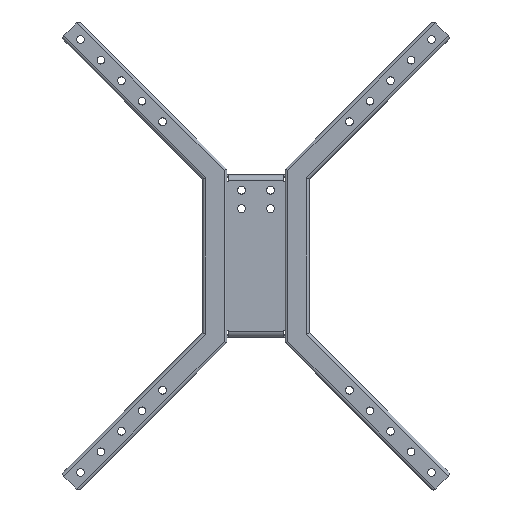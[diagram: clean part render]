
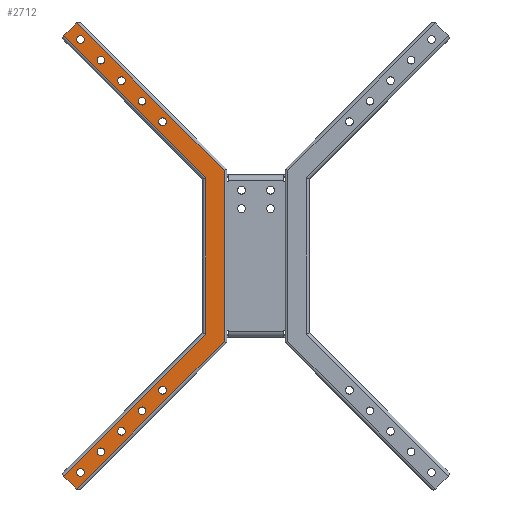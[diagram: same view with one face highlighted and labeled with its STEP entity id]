
A CAD part, front view. The second image highlights one B-rep face of the part: STEP entity #2712.
In plain terms, the highlighted planar face has unit normal (0, -1, 0).
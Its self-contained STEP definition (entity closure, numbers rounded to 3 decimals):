
#146=CIRCLE('',#2919,4.);
#147=CIRCLE('',#2920,4.);
#148=CIRCLE('',#2921,4.);
#149=CIRCLE('',#2922,4.);
#150=CIRCLE('',#2923,4.);
#151=CIRCLE('',#2924,4.);
#152=CIRCLE('',#2925,4.);
#153=CIRCLE('',#2926,4.);
#154=CIRCLE('',#2927,4.);
#155=CIRCLE('',#2928,4.);
#326=ORIENTED_EDGE('',*,*,#1088,.T.);
#327=ORIENTED_EDGE('',*,*,#1089,.F.);
#328=ORIENTED_EDGE('',*,*,#1090,.F.);
#329=ORIENTED_EDGE('',*,*,#1091,.T.);
#330=ORIENTED_EDGE('',*,*,#1092,.F.);
#331=ORIENTED_EDGE('',*,*,#1080,.F.);
#332=ORIENTED_EDGE('',*,*,#1093,.T.);
#333=ORIENTED_EDGE('',*,*,#1075,.T.);
#334=ORIENTED_EDGE('',*,*,#1094,.F.);
#335=ORIENTED_EDGE('',*,*,#1095,.F.);
#336=ORIENTED_EDGE('',*,*,#1096,.F.);
#337=ORIENTED_EDGE('',*,*,#1097,.F.);
#338=ORIENTED_EDGE('',*,*,#1098,.F.);
#339=ORIENTED_EDGE('',*,*,#1099,.T.);
#340=ORIENTED_EDGE('',*,*,#1100,.T.);
#341=ORIENTED_EDGE('',*,*,#1101,.T.);
#342=ORIENTED_EDGE('',*,*,#1102,.T.);
#343=ORIENTED_EDGE('',*,*,#1103,.T.);
#1075=EDGE_CURVE('',#1452,#1453,#1703,.T.);
#1080=EDGE_CURVE('',#1456,#1457,#1705,.T.);
#1088=EDGE_CURVE('',#1453,#1462,#1710,.T.);
#1089=EDGE_CURVE('',#1463,#1462,#1711,.T.);
#1090=EDGE_CURVE('',#1464,#1463,#1712,.F.);
#1091=EDGE_CURVE('',#1464,#1465,#1713,.T.);
#1092=EDGE_CURVE('',#1457,#1465,#1714,.T.);
#1093=EDGE_CURVE('',#1456,#1452,#1715,.F.);
#1094=EDGE_CURVE('',#1466,#1466,#146,.T.);
#1095=EDGE_CURVE('',#1467,#1467,#147,.T.);
#1096=EDGE_CURVE('',#1468,#1468,#148,.T.);
#1097=EDGE_CURVE('',#1469,#1469,#149,.T.);
#1098=EDGE_CURVE('',#1470,#1470,#150,.T.);
#1099=EDGE_CURVE('',#1471,#1471,#151,.T.);
#1100=EDGE_CURVE('',#1472,#1472,#152,.T.);
#1101=EDGE_CURVE('',#1473,#1473,#153,.T.);
#1102=EDGE_CURVE('',#1474,#1474,#154,.T.);
#1103=EDGE_CURVE('',#1475,#1475,#155,.T.);
#1452=VERTEX_POINT('',#4115);
#1453=VERTEX_POINT('',#4116);
#1456=VERTEX_POINT('',#4124);
#1457=VERTEX_POINT('',#4126);
#1462=VERTEX_POINT('',#4142);
#1463=VERTEX_POINT('',#4144);
#1464=VERTEX_POINT('',#4146);
#1465=VERTEX_POINT('',#4148);
#1466=VERTEX_POINT('',#4152);
#1467=VERTEX_POINT('',#4154);
#1468=VERTEX_POINT('',#4156);
#1469=VERTEX_POINT('',#4158);
#1470=VERTEX_POINT('',#4160);
#1471=VERTEX_POINT('',#4162);
#1472=VERTEX_POINT('',#4164);
#1473=VERTEX_POINT('',#4166);
#1474=VERTEX_POINT('',#4168);
#1475=VERTEX_POINT('',#4170);
#1703=LINE('',#4114,#1967);
#1705=LINE('',#4125,#1969);
#1710=LINE('',#4141,#1974);
#1711=LINE('',#4143,#1975);
#1712=LINE('',#4145,#1976);
#1713=LINE('',#4147,#1977);
#1714=LINE('',#4149,#1978);
#1715=LINE('',#4150,#1979);
#1967=VECTOR('',#3276,1000.);
#1969=VECTOR('',#3286,1000.);
#1974=VECTOR('',#3303,1000.);
#1975=VECTOR('',#3304,1000.);
#1976=VECTOR('',#3305,1000.);
#1977=VECTOR('',#3306,1000.);
#1978=VECTOR('',#3307,1000.);
#1979=VECTOR('',#3308,1000.);
#2218=EDGE_LOOP('',(#326,#327,#328,#329,#330,#331,#332,#333));
#2219=EDGE_LOOP('',(#334));
#2220=EDGE_LOOP('',(#335));
#2221=EDGE_LOOP('',(#336));
#2222=EDGE_LOOP('',(#337));
#2223=EDGE_LOOP('',(#338));
#2224=EDGE_LOOP('',(#339));
#2225=EDGE_LOOP('',(#340));
#2226=EDGE_LOOP('',(#341));
#2227=EDGE_LOOP('',(#342));
#2228=EDGE_LOOP('',(#343));
#2438=FACE_BOUND('',#2218,.T.);
#2439=FACE_BOUND('',#2219,.T.);
#2440=FACE_BOUND('',#2220,.T.);
#2441=FACE_BOUND('',#2221,.T.);
#2442=FACE_BOUND('',#2222,.T.);
#2443=FACE_BOUND('',#2223,.T.);
#2444=FACE_BOUND('',#2224,.T.);
#2445=FACE_BOUND('',#2225,.T.);
#2446=FACE_BOUND('',#2226,.T.);
#2447=FACE_BOUND('',#2227,.T.);
#2448=FACE_BOUND('',#2228,.T.);
#2628=PLANE('',#2918);
#2712=ADVANCED_FACE('',(#2438,#2439,#2440,#2441,#2442,#2443,#2444,#2445,
#2446,#2447,#2448),#2628,.T.);
#2918=AXIS2_PLACEMENT_3D('',#4140,#3301,#3302);
#2919=AXIS2_PLACEMENT_3D('',#4151,#3309,#3310);
#2920=AXIS2_PLACEMENT_3D('',#4153,#3311,#3312);
#2921=AXIS2_PLACEMENT_3D('',#4155,#3313,#3314);
#2922=AXIS2_PLACEMENT_3D('',#4157,#3315,#3316);
#2923=AXIS2_PLACEMENT_3D('',#4159,#3317,#3318);
#2924=AXIS2_PLACEMENT_3D('',#4161,#3319,#3320);
#2925=AXIS2_PLACEMENT_3D('',#4163,#3321,#3322);
#2926=AXIS2_PLACEMENT_3D('',#4165,#3323,#3324);
#2927=AXIS2_PLACEMENT_3D('',#4167,#3325,#3326);
#2928=AXIS2_PLACEMENT_3D('',#4169,#3327,#3328);
#3276=DIRECTION('',(-0.707,0.,-0.707));
#3286=DIRECTION('',(-0.707,0.,-0.707));
#3301=DIRECTION('',(0.,-1.,0.));
#3302=DIRECTION('',(1.,0.,0.));
#3303=DIRECTION('',(0.,0.,-1.));
#3304=DIRECTION('',(-0.707,0.,0.707));
#3305=DIRECTION('',(0.707,0.,0.707));
#3306=DIRECTION('',(-0.707,0.,0.707));
#3307=DIRECTION('',(0.,0.,-1.));
#3308=DIRECTION('',(0.707,0.,-0.707));
#3309=DIRECTION('',(0.,-1.,0.));
#3310=DIRECTION('',(1.,0.,0.));
#3311=DIRECTION('',(0.,-1.,0.));
#3312=DIRECTION('',(1.,0.,0.));
#3313=DIRECTION('',(0.,-1.,0.));
#3314=DIRECTION('',(1.,0.,0.));
#3315=DIRECTION('',(0.,-1.,0.));
#3316=DIRECTION('',(1.,0.,0.));
#3317=DIRECTION('',(0.,-1.,0.));
#3318=DIRECTION('',(1.,0.,0.));
#3319=DIRECTION('',(0.,1.,0.));
#3320=DIRECTION('',(1.,0.,0.));
#3321=DIRECTION('',(0.,1.,0.));
#3322=DIRECTION('',(1.,0.,0.));
#3323=DIRECTION('',(0.,1.,0.));
#3324=DIRECTION('',(1.,0.,0.));
#3325=DIRECTION('',(0.,1.,0.));
#3326=DIRECTION('',(1.,0.,0.));
#3327=DIRECTION('',(0.,1.,0.));
#3328=DIRECTION('',(1.,0.,0.));
#4114=CARTESIAN_POINT('',(130.343,0.,240.973));
#4115=CARTESIAN_POINT('',(130.343,0.,240.973));
#4116=CARTESIAN_POINT('',(-22.,0.,88.629));
#4124=CARTESIAN_POINT('',(143.779,0.,227.538));
#4125=CARTESIAN_POINT('',(143.779,0.,227.538));
#4126=CARTESIAN_POINT('',(-3.,0.,80.759));
#4140=CARTESIAN_POINT('',(137.061,0.,234.255));
#4141=CARTESIAN_POINT('',(-22.,0.,90.041));
#4142=CARTESIAN_POINT('',(-22.,0.,-88.629));
#4143=CARTESIAN_POINT('',(130.343,0.,-240.973));
#4144=CARTESIAN_POINT('',(130.343,0.,-240.973));
#4145=CARTESIAN_POINT('',(137.061,0.,-234.255));
#4146=CARTESIAN_POINT('',(143.779,0.,-227.538));
#4147=CARTESIAN_POINT('',(143.779,0.,-227.538));
#4148=CARTESIAN_POINT('',(-3.,0.,-80.759));
#4149=CARTESIAN_POINT('',(-3.,0.,90.041));
#4150=CARTESIAN_POINT('',(137.061,0.,234.255));
#4151=CARTESIAN_POINT('',(41.602,0.,138.796));
#4152=CARTESIAN_POINT('',(45.602,0.,138.796));
#4153=CARTESIAN_POINT('',(62.815,0.,160.009));
#4154=CARTESIAN_POINT('',(66.815,0.,160.009));
#4155=CARTESIAN_POINT('',(84.028,0.,181.222));
#4156=CARTESIAN_POINT('',(88.028,0.,181.222));
#4157=CARTESIAN_POINT('',(126.454,0.,223.649));
#4158=CARTESIAN_POINT('',(130.454,0.,223.649));
#4159=CARTESIAN_POINT('',(105.241,0.,202.436));
#4160=CARTESIAN_POINT('',(109.241,0.,202.436));
#4161=CARTESIAN_POINT('',(41.602,0.,-138.796));
#4162=CARTESIAN_POINT('',(45.602,0.,-138.796));
#4163=CARTESIAN_POINT('',(62.815,0.,-160.009));
#4164=CARTESIAN_POINT('',(66.815,0.,-160.009));
#4165=CARTESIAN_POINT('',(84.028,0.,-181.222));
#4166=CARTESIAN_POINT('',(88.028,0.,-181.222));
#4167=CARTESIAN_POINT('',(126.454,0.,-223.649));
#4168=CARTESIAN_POINT('',(130.454,0.,-223.649));
#4169=CARTESIAN_POINT('',(105.241,0.,-202.436));
#4170=CARTESIAN_POINT('',(109.241,0.,-202.436));
